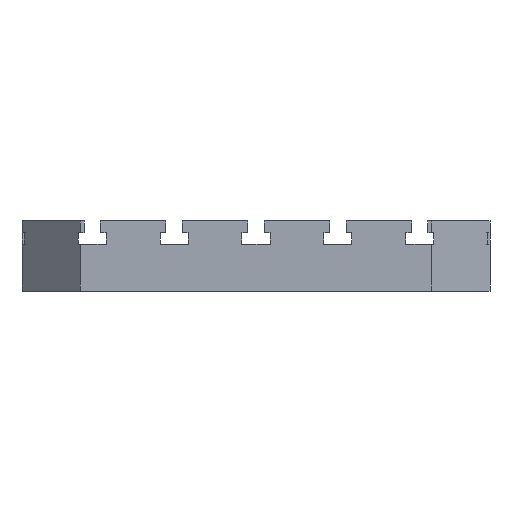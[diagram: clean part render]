
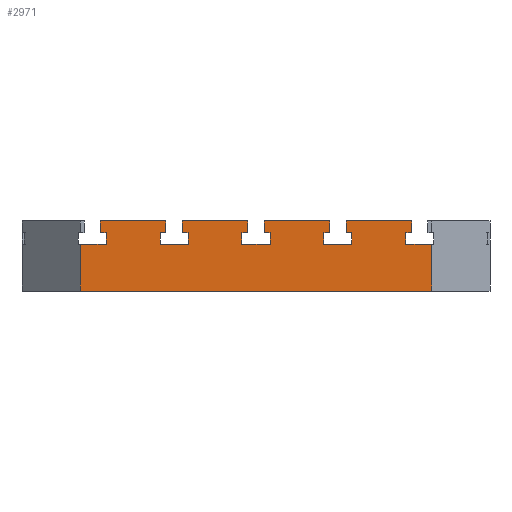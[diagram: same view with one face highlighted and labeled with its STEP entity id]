
A CAD part, left-side view. The second image highlights one B-rep face of the part: STEP entity #2971.
In plain terms, the highlighted planar face has unit normal (-1, 0, 0).
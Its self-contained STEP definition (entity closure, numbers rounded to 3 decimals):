
#1967=VERTEX_POINT('',#5858);
#2001=EDGE_CURVE('',#2863,#4141,#5897,.T.);
#2063=EDGE_CURVE('',#3577,#4845,#5965,.T.);
#2209=EDGE_CURVE('',#4801,#5049,#6126,.T.);
#2217=VERTEX_POINT('',#6135);
#2285=EDGE_CURVE('',#5781,#3079,#6210,.T.);
#2289=VERTEX_POINT('',#6214);
#2307=VERTEX_POINT('',#6233);
#2347=EDGE_CURVE('',#5315,#4749,#6276,.T.);
#2477=EDGE_CURVE('',#5589,#3697,#6428,.T.);
#2531=EDGE_CURVE('',#4761,#5315,#6487,.T.);
#2603=EDGE_CURVE('',#5497,#4141,#6563,.T.);
#2679=VERTEX_POINT('',#6646);
#2737=EDGE_CURVE('',#3799,#2217,#6713,.T.);
#2821=VERTEX_POINT('',#6804);
#2857=VERTEX_POINT('',#6842);
#2863=VERTEX_POINT('',#6848);
#2879=EDGE_CURVE('',#5589,#2307,#6865,.T.);
#2971=ADVANCED_FACE('',(#6965),#6966,.F.);
#3071=EDGE_CURVE('',#2679,#3379,#7076,.T.);
#3079=VERTEX_POINT('',#7085);
#3103=EDGE_CURVE('',#3727,#3375,#7109,.T.);
#3337=EDGE_CURVE('',#2307,#1967,#7370,.T.);
#3361=VERTEX_POINT('',#7395);
#3375=VERTEX_POINT('',#7410);
#3379=VERTEX_POINT('',#7414);
#3381=EDGE_CURVE('',#5297,#4749,#7416,.T.);
#3393=EDGE_CURVE('',#5497,#3727,#7428,.T.);
#3505=VERTEX_POINT('',#7549);
#3577=VERTEX_POINT('',#7626);
#3697=VERTEX_POINT('',#7759);
#3727=VERTEX_POINT('',#7792);
#3799=VERTEX_POINT('',#7877);
#3871=EDGE_CURVE('',#5541,#3697,#7957,.T.);
#3903=VERTEX_POINT('',#7991);
#3919=EDGE_CURVE('',#5297,#4801,#8009,.T.);
#4023=VERTEX_POINT('',#8123);
#4063=EDGE_CURVE('',#5499,#4023,#8164,.T.);
#4141=VERTEX_POINT('',#8249);
#4337=EDGE_CURVE('',#3903,#2863,#8465,.T.);
#4389=VERTEX_POINT('',#8527);
#4421=EDGE_CURVE('',#3505,#2289,#8564,.T.);
#4481=EDGE_CURVE('',#1967,#2679,#8630,.T.);
#4487=EDGE_CURVE('',#2821,#4845,#8636,.T.);
#4585=EDGE_CURVE('',#3079,#5499,#8744,.T.);
#4591=VERTEX_POINT('',#8750);
#4691=EDGE_CURVE('',#4933,#2217,#8858,.T.);
#4749=VERTEX_POINT('',#8922);
#4761=VERTEX_POINT('',#8935);
#4801=VERTEX_POINT('',#8975);
#4845=VERTEX_POINT('',#9023);
#4901=EDGE_CURVE('',#4389,#3577,#9083,.T.);
#4933=VERTEX_POINT('',#9119);
#4985=EDGE_CURVE('',#3375,#4761,#9175,.T.);
#5025=EDGE_CURVE('',#2289,#4591,#9221,.T.);
#5049=VERTEX_POINT('',#9247);
#5073=EDGE_CURVE('',#3799,#2857,#9275,.T.);
#5085=EDGE_CURVE('',#5125,#5541,#9288,.T.);
#5099=EDGE_CURVE('',#4023,#3361,#9302,.T.);
#5125=VERTEX_POINT('',#9328);
#5143=EDGE_CURVE('',#5049,#4389,#9346,.T.);
#5297=VERTEX_POINT('',#9513);
#5315=VERTEX_POINT('',#9533);
#5391=EDGE_CURVE('',#3361,#4933,#9619,.T.);
#5403=EDGE_CURVE('',#3379,#3903,#9633,.T.);
#5439=EDGE_CURVE('',#2857,#3505,#9672,.T.);
#5497=VERTEX_POINT('',#9735);
#5499=VERTEX_POINT('',#9737);
#5537=EDGE_CURVE('',#4591,#5125,#9777,.T.);
#5541=VERTEX_POINT('',#9781);
#5589=VERTEX_POINT('',#9832);
#5659=EDGE_CURVE('',#2821,#5781,#9912,.T.);
#5781=VERTEX_POINT('',#10064);
#5858=CARTESIAN_POINT('',(-200.0,58.0,50.0));
#5897=LINE('',#10190,#10191);
#5965=LINE('',#10290,#10291);
#6126=LINE('',#10518,#10519);
#6135=CARTESIAN_POINT('',(-200.0,-63.0,60.0));
#6210=LINE('',#10635,#10636);
#6214=CARTESIAN_POINT('',(-200.0,-12.0,40.0));
#6233=CARTESIAN_POINT('',(-200.0,63.0,50.0));
#6276=LINE('',#10724,#10725);
#6428=LINE('',#10926,#10927);
#6487=LINE('',#11014,#11015);
#6563=LINE('',#11131,#11132);
#6646=CARTESIAN_POINT('',(-200.0,58.0,40.0));
#6713=LINE('',#11344,#11345);
#6804=CARTESIAN_POINT('',(-200.0,-77.0,60.0));
#6842=CARTESIAN_POINT('',(-200.0,-7.0,50.0));
#6848=CARTESIAN_POINT('',(-200.0,77.0,50.0));
#6865=LINE('',#11574,#11575);
#6965=FACE_OUTER_BOUND('',#11711,.T.);
#6966=PLANE('',#11712);
#7076=LINE('',#11868,#11869);
#7085=CARTESIAN_POINT('',(-200.0,-82.0,50.0));
#7109=LINE('',#11917,#11918);
#7370=LINE('',#12290,#12291);
#7395=CARTESIAN_POINT('',(-200.0,-58.0,50.0));
#7410=CARTESIAN_POINT('',(-200.0,128.0,50.0));
#7414=CARTESIAN_POINT('',(-200.0,82.0,40.0));
#7416=LINE('',#12361,#12362);
#7428=LINE('',#12381,#12382);
#7549=CARTESIAN_POINT('',(-200.0,-12.0,50.0));
#7626=CARTESIAN_POINT('',(-200.0,-133.0,50.0));
#7759=CARTESIAN_POINT('',(-200.0,7.0,60.0));
#7792=CARTESIAN_POINT('',(-200.0,133.0,50.0));
#7877=CARTESIAN_POINT('',(-200.0,-7.0,60.0));
#7957=LINE('',#13161,#13162);
#7991=CARTESIAN_POINT('',(-200.0,82.0,50.0));
#8009=LINE('',#13232,#13233);
#8123=CARTESIAN_POINT('',(-200.0,-58.0,40.0));
#8164=LINE('',#13463,#13464);
#8249=CARTESIAN_POINT('',(-200.0,77.0,60.0));
#8465=LINE('',#13892,#13893);
#8527=CARTESIAN_POINT('',(-200.0,-128.0,50.0));
#8564=LINE('',#14033,#14034);
#8630=LINE('',#14125,#14126);
#8636=LINE('',#14137,#14138);
#8744=LINE('',#14290,#14291);
#8750=CARTESIAN_POINT('',(-200.0,12.0,40.0));
#8858=LINE('',#14458,#14459);
#8922=CARTESIAN_POINT('',(-200.0,150.0,0.0));
#8935=CARTESIAN_POINT('',(-200.0,128.0,40.0));
#8975=CARTESIAN_POINT('',(-200.0,-150.0,40.0));
#9023=CARTESIAN_POINT('',(-200.0,-133.0,60.0));
#9083=LINE('',#14777,#14778);
#9119=CARTESIAN_POINT('',(-200.0,-63.0,50.0));
#9175=LINE('',#14903,#14904);
#9221=LINE('',#14967,#14968);
#9247=CARTESIAN_POINT('',(-200.0,-128.0,40.0));
#9275=LINE('',#15036,#15037);
#9288=LINE('',#15055,#15056);
#9302=LINE('',#15083,#15084);
#9328=CARTESIAN_POINT('',(-200.0,12.0,50.0));
#9346=LINE('',#15153,#15154);
#9513=CARTESIAN_POINT('',(-200.0,-150.0,0.0));
#9533=CARTESIAN_POINT('',(-200.0,150.0,40.0));
#9619=LINE('',#15533,#15534);
#9633=LINE('',#15549,#15550);
#9672=LINE('',#15612,#15613);
#9735=CARTESIAN_POINT('',(-200.0,133.0,60.0));
#9737=CARTESIAN_POINT('',(-200.0,-82.0,40.0));
#9777=LINE('',#15773,#15774);
#9781=CARTESIAN_POINT('',(-200.0,7.0,50.0));
#9832=CARTESIAN_POINT('',(-200.0,63.0,60.0));
#9912=LINE('',#15961,#15962);
#10064=CARTESIAN_POINT('',(-200.0,-77.0,50.0));
#10190=CARTESIAN_POINT('',(-200.0,77.0,40.0));
#10191=VECTOR('',#16315,1.0);
#10290=CARTESIAN_POINT('',(-200.0,-133.0,40.0));
#10291=VECTOR('',#16384,1.0);
#10518=CARTESIAN_POINT('',(-200.0,-70.0,40.0));
#10519=VECTOR('',#16541,1.0);
#10635=CARTESIAN_POINT('',(-200.0,-35.0,50.0));
#10636=VECTOR('',#16637,1.0);
#10724=CARTESIAN_POINT('',(-200.0,150.0,15.0));
#10725=VECTOR('',#16692,1.0);
#10926=CARTESIAN_POINT('',(-200.0,0.0,60.0));
#10927=VECTOR('',#16874,1.0);
#11014=CARTESIAN_POINT('',(-200.0,70.0,40.0));
#11015=VECTOR('',#16935,1.0);
#11131=CARTESIAN_POINT('',(-200.0,0.0,60.0));
#11132=VECTOR('',#16990,1.0);
#11344=CARTESIAN_POINT('',(-200.0,0.0,60.0));
#11345=VECTOR('',#17152,1.0);
#11574=CARTESIAN_POINT('',(-200.0,63.0,40.0));
#11575=VECTOR('',#17275,1.0);
#11711=EDGE_LOOP('',(#17360,#17361,#17362,#17363,#17364,#17365,#17366,#17367,#17368,#17369,#17370,#17371,#17372,#17373,#17374,#17375,#17376,#17377,#17378,#17379,#17380,#17381,#17382,#17383,#17384,#17385,#17386,#17387,#17388,#17389,#17390,#17391,#17392,#17393,#17394,#17395));
#11712=AXIS2_PLACEMENT_3D('',#17396,#17397,#17398);
#11868=CARTESIAN_POINT('',(-200.0,35.0,40.0));
#11869=VECTOR('',#17504,1.0);
#11917=CARTESIAN_POINT('',(-200.0,70.0,50.0));
#11918=VECTOR('',#17520,1.0);
#12290=CARTESIAN_POINT('',(-200.0,35.0,50.0));
#12291=VECTOR('',#17801,1.0);
#12361=CARTESIAN_POINT('',(-200.0,0.0,0.0));
#12362=VECTOR('',#17832,1.0);
#12381=CARTESIAN_POINT('',(-200.0,133.0,40.0));
#12382=VECTOR('',#17836,1.0);
#13161=CARTESIAN_POINT('',(-200.0,7.0,40.0));
#13162=VECTOR('',#18393,1.0);
#13232=CARTESIAN_POINT('',(-200.0,-150.0,15.0));
#13233=VECTOR('',#18437,1.0);
#13463=CARTESIAN_POINT('',(-200.0,-35.0,40.0));
#13464=VECTOR('',#18559,1.0);
#13892=CARTESIAN_POINT('',(-200.0,35.0,50.0));
#13893=VECTOR('',#18877,1.0);
#14033=CARTESIAN_POINT('',(-200.0,-12.0,37.5));
#14034=VECTOR('',#18998,1.0);
#14125=CARTESIAN_POINT('',(-200.0,58.0,37.5));
#14126=VECTOR('',#19055,1.0);
#14137=CARTESIAN_POINT('',(-200.0,0.0,60.0));
#14138=VECTOR('',#19058,1.0);
#14290=CARTESIAN_POINT('',(-200.0,-82.0,37.5));
#14291=VECTOR('',#19163,1.0);
#14458=CARTESIAN_POINT('',(-200.0,-63.0,40.0));
#14459=VECTOR('',#19258,1.0);
#14777=CARTESIAN_POINT('',(-200.0,-70.0,50.0));
#14778=VECTOR('',#19476,1.0);
#14903=CARTESIAN_POINT('',(-200.0,128.0,37.5));
#14904=VECTOR('',#19557,1.0);
#14967=CARTESIAN_POINT('',(-200.0,0.0,40.0));
#14968=VECTOR('',#19614,1.0);
#15036=CARTESIAN_POINT('',(-200.0,-7.0,40.0));
#15037=VECTOR('',#19672,1.0);
#15055=CARTESIAN_POINT('',(-200.0,0.0,50.0));
#15056=VECTOR('',#19683,1.0);
#15083=CARTESIAN_POINT('',(-200.0,-58.0,37.5));
#15084=VECTOR('',#19690,1.0);
#15153=CARTESIAN_POINT('',(-200.0,-128.0,37.5));
#15154=VECTOR('',#19703,1.0);
#15533=CARTESIAN_POINT('',(-200.0,-35.0,50.0));
#15534=VECTOR('',#19957,1.0);
#15549=CARTESIAN_POINT('',(-200.0,82.0,37.5));
#15550=VECTOR('',#19982,1.0);
#15612=CARTESIAN_POINT('',(-200.0,0.0,50.0));
#15613=VECTOR('',#20018,1.0);
#15773=CARTESIAN_POINT('',(-200.0,12.0,37.5));
#15774=VECTOR('',#20107,1.0);
#15961=CARTESIAN_POINT('',(-200.0,-77.0,40.0));
#15962=VECTOR('',#20238,1.0);
#16315=DIRECTION('',(-0.0,0.0,1.0));
#16384=DIRECTION('',(-0.0,0.0,1.0));
#16541=DIRECTION('',(0.0,1.0,0.0));
#16637=DIRECTION('',(0.0,-1.0,0.0));
#16692=DIRECTION('',(0.0,0.0,-1.0));
#16874=DIRECTION('',(0.0,-1.0,0.0));
#16935=DIRECTION('',(0.0,1.0,0.0));
#16990=DIRECTION('',(0.0,-1.0,0.0));
#17152=DIRECTION('',(0.0,-1.0,0.0));
#17275=DIRECTION('',(0.0,0.0,-1.0));
#17360=ORIENTED_EDGE('',*,*,#3919,.T.);
#17361=ORIENTED_EDGE('',*,*,#2209,.T.);
#17362=ORIENTED_EDGE('',*,*,#5143,.T.);
#17363=ORIENTED_EDGE('',*,*,#4901,.T.);
#17364=ORIENTED_EDGE('',*,*,#2063,.T.);
#17365=ORIENTED_EDGE('',*,*,#4487,.F.);
#17366=ORIENTED_EDGE('',*,*,#5659,.T.);
#17367=ORIENTED_EDGE('',*,*,#2285,.T.);
#17368=ORIENTED_EDGE('',*,*,#4585,.T.);
#17369=ORIENTED_EDGE('',*,*,#4063,.T.);
#17370=ORIENTED_EDGE('',*,*,#5099,.T.);
#17371=ORIENTED_EDGE('',*,*,#5391,.T.);
#17372=ORIENTED_EDGE('',*,*,#4691,.T.);
#17373=ORIENTED_EDGE('',*,*,#2737,.F.);
#17374=ORIENTED_EDGE('',*,*,#5073,.T.);
#17375=ORIENTED_EDGE('',*,*,#5439,.T.);
#17376=ORIENTED_EDGE('',*,*,#4421,.T.);
#17377=ORIENTED_EDGE('',*,*,#5025,.T.);
#17378=ORIENTED_EDGE('',*,*,#5537,.T.);
#17379=ORIENTED_EDGE('',*,*,#5085,.T.);
#17380=ORIENTED_EDGE('',*,*,#3871,.T.);
#17381=ORIENTED_EDGE('',*,*,#2477,.F.);
#17382=ORIENTED_EDGE('',*,*,#2879,.T.);
#17383=ORIENTED_EDGE('',*,*,#3337,.T.);
#17384=ORIENTED_EDGE('',*,*,#4481,.T.);
#17385=ORIENTED_EDGE('',*,*,#3071,.T.);
#17386=ORIENTED_EDGE('',*,*,#5403,.T.);
#17387=ORIENTED_EDGE('',*,*,#4337,.T.);
#17388=ORIENTED_EDGE('',*,*,#2001,.T.);
#17389=ORIENTED_EDGE('',*,*,#2603,.F.);
#17390=ORIENTED_EDGE('',*,*,#3393,.T.);
#17391=ORIENTED_EDGE('',*,*,#3103,.T.);
#17392=ORIENTED_EDGE('',*,*,#4985,.T.);
#17393=ORIENTED_EDGE('',*,*,#2531,.T.);
#17394=ORIENTED_EDGE('',*,*,#2347,.T.);
#17395=ORIENTED_EDGE('',*,*,#3381,.F.);
#17396=CARTESIAN_POINT('',(-200.0,0.0,30.0));
#17397=DIRECTION('',(1.0,0.0,0.0));
#17398=DIRECTION('',(0.0,1.0,-0.0));
#17504=DIRECTION('',(0.0,1.0,0.0));
#17520=DIRECTION('',(0.0,-1.0,0.0));
#17801=DIRECTION('',(0.0,-1.0,0.0));
#17832=DIRECTION('',(0.0,1.0,0.0));
#17836=DIRECTION('',(0.0,0.0,-1.0));
#18393=DIRECTION('',(-0.0,0.0,1.0));
#18437=DIRECTION('',(0.0,0.0,1.0));
#18559=DIRECTION('',(0.0,1.0,0.0));
#18877=DIRECTION('',(0.0,-1.0,0.0));
#18998=DIRECTION('',(0.0,0.0,-1.0));
#19055=DIRECTION('',(0.0,0.0,-1.0));
#19058=DIRECTION('',(0.0,-1.0,0.0));
#19163=DIRECTION('',(0.0,0.0,-1.0));
#19258=DIRECTION('',(-0.0,0.0,1.0));
#19476=DIRECTION('',(0.0,-1.0,0.0));
#19557=DIRECTION('',(0.0,0.0,-1.0));
#19614=DIRECTION('',(0.0,1.0,0.0));
#19672=DIRECTION('',(0.0,0.0,-1.0));
#19683=DIRECTION('',(0.0,-1.0,0.0));
#19690=DIRECTION('',(-0.0,0.0,1.0));
#19703=DIRECTION('',(-0.0,0.0,1.0));
#19957=DIRECTION('',(0.0,-1.0,0.0));
#19982=DIRECTION('',(-0.0,0.0,1.0));
#20018=DIRECTION('',(0.0,-1.0,0.0));
#20107=DIRECTION('',(-0.0,0.0,1.0));
#20238=DIRECTION('',(0.0,0.0,-1.0));
